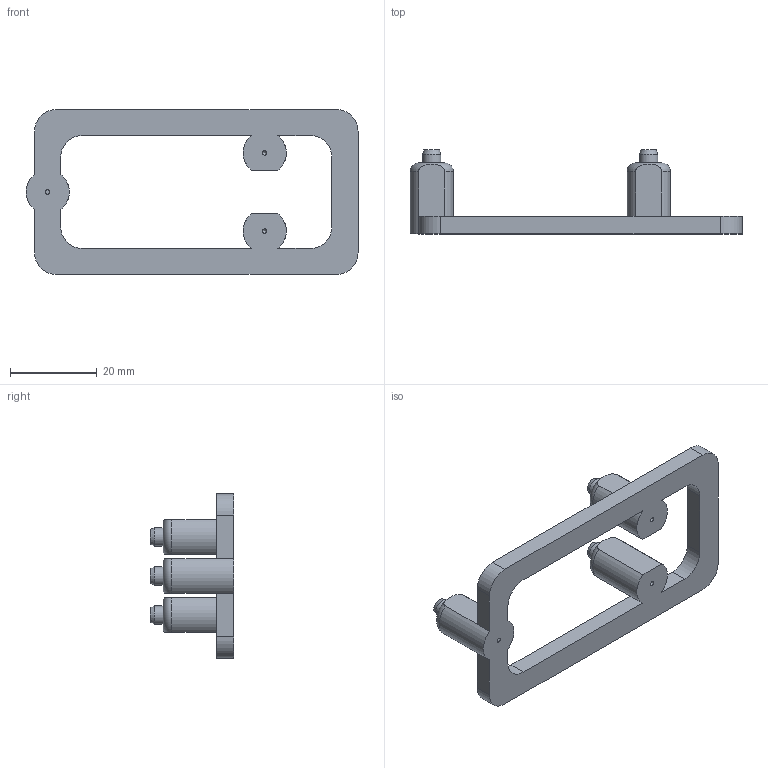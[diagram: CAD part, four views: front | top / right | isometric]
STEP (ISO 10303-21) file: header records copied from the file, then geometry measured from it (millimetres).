
FILE_DESCRIPTION(/* description */ (''),/* implementation_level */ '2;1');
FILE_NAME(/* name */ 'Holder_Cal_LowerSensor.stp',/* time_stamp */ '2024-09-30T19:03:43+02:00',/* author */ ('ppovolni'),/* organization */ (''),/* preprocessor_version */ 'ST-DEVELOPER v18.1',/* originating_system */ 'Autodesk Inventor 2022',/* authorisation */ '');
FILE_SCHEMA (('AUTOMOTIVE_DESIGN { 1 0 10303 214 3 1 1 }'));
Length unit declared in the file: millimetre
Products named in the file (1): Baugruppe_HallSensor_Abstand_Unten
Bounding box: 76.49 x 19.35 x 38 mm (x, y, z)
Volume: 8150.3 mm3; surface area: 5607.3 mm2
Topology: 1 solids, 1 shells, 52 faces, 133 edges, 85 vertices
Faces by surface type: plane 26, cylinder 17, cone 6, torus 3
Full cylindrical faces by diameter (mm): 4.2 x3
Entity records: 1697 total; most frequent: CARTESIAN_POINT 376, DIRECTION 273, ORIENTED_EDGE 260, EDGE_CURVE 130, AXIS2_PLACEMENT_3D 99, VERTEX_POINT 85, LINE 75, VECTOR 75
